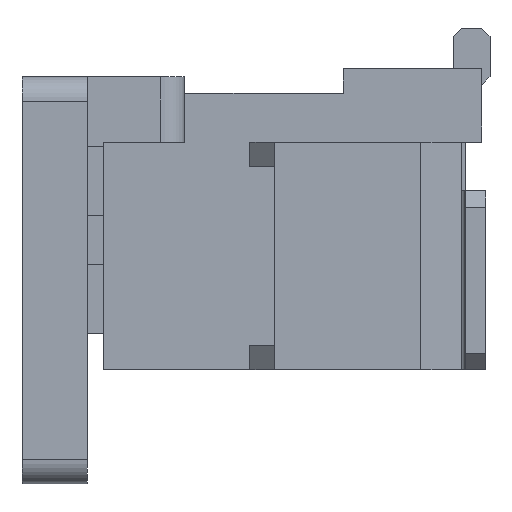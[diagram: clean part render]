
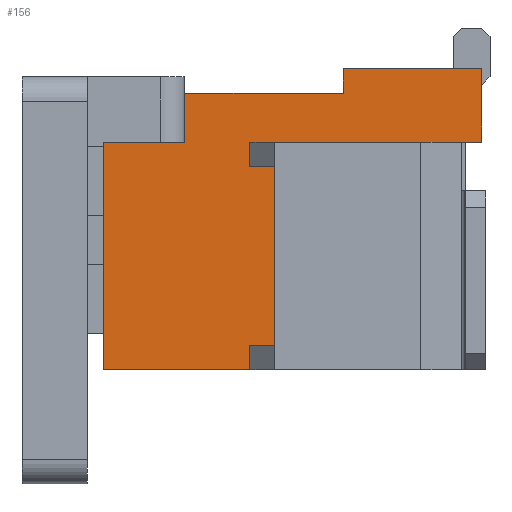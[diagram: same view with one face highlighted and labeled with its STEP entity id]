
A CAD part, left-side view. The second image highlights one B-rep face of the part: STEP entity #156.
In plain terms, the highlighted planar face has unit normal (-1, 0, 0).
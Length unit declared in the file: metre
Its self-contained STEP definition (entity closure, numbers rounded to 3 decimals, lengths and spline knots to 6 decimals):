
#156 = ADVANCED_FACE( '', ( #574 ), #575, .T. );
#574 = FACE_OUTER_BOUND( '', #1220, .T. );
#575 = PLANE( '', #1221 );
#1220 = EDGE_LOOP( '', ( #2564, #2565, #2566, #2567, #2568, #2569, #2570, #2571, #2572, #2573, #2574, #2575, #2576, #2577, #2578 ) );
#1221 = AXIS2_PLACEMENT_3D( '', #2579, #2580, #2581 );
#2564 = ORIENTED_EDGE( '', *, *, #4882, .F. );
#2565 = ORIENTED_EDGE( '', *, *, #4883, .F. );
#2566 = ORIENTED_EDGE( '', *, *, #4884, .T. );
#2567 = ORIENTED_EDGE( '', *, *, #4885, .T. );
#2568 = ORIENTED_EDGE( '', *, *, #4886, .F. );
#2569 = ORIENTED_EDGE( '', *, *, #4721, .F. );
#2570 = ORIENTED_EDGE( '', *, *, #4887, .T. );
#2571 = ORIENTED_EDGE( '', *, *, #4888, .T. );
#2572 = ORIENTED_EDGE( '', *, *, #4467, .F. );
#2573 = ORIENTED_EDGE( '', *, *, #4889, .T. );
#2574 = ORIENTED_EDGE( '', *, *, #4890, .T. );
#2575 = ORIENTED_EDGE( '', *, *, #4891, .T. );
#2576 = ORIENTED_EDGE( '', *, *, #4892, .F. );
#2577 = ORIENTED_EDGE( '', *, *, #4893, .F. );
#2578 = ORIENTED_EDGE( '', *, *, #4894, .F. );
#2579 = CARTESIAN_POINT( '', ( -0.003375, -0.003675, -0.0016 ) );
#2580 = DIRECTION( '', ( -1., 0., 0. ) );
#2581 = DIRECTION( '', ( 0., 0., 1. ) );
#4467 = EDGE_CURVE( '', #5583, #5584, #5585, .T. );
#4721 = EDGE_CURVE( '', #6055, #6057, #6058, .T. );
#4882 = EDGE_CURVE( '', #6342, #6343, #6344, .T. );
#4883 = EDGE_CURVE( '', #6345, #6342, #6346, .T. );
#4884 = EDGE_CURVE( '', #6345, #6347, #6348, .T. );
#4885 = EDGE_CURVE( '', #6347, #6349, #6350, .T. );
#4886 = EDGE_CURVE( '', #6057, #6349, #6351, .T. );
#4887 = EDGE_CURVE( '', #6055, #6352, #6353, .T. );
#4888 = EDGE_CURVE( '', #6352, #5584, #6354, .T. );
#4889 = EDGE_CURVE( '', #5583, #6355, #6356, .T. );
#4890 = EDGE_CURVE( '', #6355, #6357, #6358, .T. );
#4891 = EDGE_CURVE( '', #6357, #6359, #6360, .T. );
#4892 = EDGE_CURVE( '', #6361, #6359, #6362, .T. );
#4893 = EDGE_CURVE( '', #6363, #6361, #6364, .T. );
#4894 = EDGE_CURVE( '', #6343, #6363, #6365, .T. );
#5583 = VERTEX_POINT( '', #7160 );
#5584 = VERTEX_POINT( '', #7161 );
#5585 = LINE( '', #7162, #7163 );
#6055 = VERTEX_POINT( '', #7894 );
#6057 = VERTEX_POINT( '', #7897 );
#6058 = LINE( '', #7898, #7899 );
#6342 = VERTEX_POINT( '', #8341 );
#6343 = VERTEX_POINT( '', #8342 );
#6344 = LINE( '', #8343, #8344 );
#6345 = VERTEX_POINT( '', #8345 );
#6346 = LINE( '', #8346, #8347 );
#6347 = VERTEX_POINT( '', #8348 );
#6348 = LINE( '', #8349, #8350 );
#6349 = VERTEX_POINT( '', #8351 );
#6350 = LINE( '', #8352, #8353 );
#6351 = LINE( '', #8354, #8355 );
#6352 = VERTEX_POINT( '', #8356 );
#6353 = LINE( '', #8357, #8358 );
#6354 = LINE( '', #8359, #8360 );
#6355 = VERTEX_POINT( '', #8361 );
#6356 = LINE( '', #8362, #8363 );
#6357 = VERTEX_POINT( '', #8364 );
#6358 = LINE( '', #8365, #8366 );
#6359 = VERTEX_POINT( '', #8367 );
#6360 = LINE( '', #8368, #8369 );
#6361 = VERTEX_POINT( '', #8370 );
#6362 = LINE( '', #8371, #8372 );
#6363 = VERTEX_POINT( '', #8373 );
#6364 = LINE( '', #8374, #8375 );
#6365 = LINE( '', #8376, #8377 );
#7160 = CARTESIAN_POINT( '', ( -0.003375, -0.003675, 0.0012 ) );
#7161 = CARTESIAN_POINT( '', ( -0.003375, -0.003425, 0.0012 ) );
#7162 = CARTESIAN_POINT( '', ( -0.003375, -0.003675, 0.0012 ) );
#7163 = VECTOR( '', #9488, 1. );
#7894 = CARTESIAN_POINT( '', ( -0.003375, -0.000825, 0.0009 ) );
#7897 = CARTESIAN_POINT( '', ( -0.003375, -0.001575, 0.0009 ) );
#7898 = CARTESIAN_POINT( '', ( -0.003375, -0.000825, 0.0009 ) );
#7899 = VECTOR( '', #9741, 1. );
#8341 = CARTESIAN_POINT( '', ( -0.003375, 0.000975, -0.0016 ) );
#8342 = CARTESIAN_POINT( '', ( -0.003375, 0.000975, 0.0012 ) );
#8343 = CARTESIAN_POINT( '', ( -0.003375, 0.000975, -0.0016 ) );
#8344 = VECTOR( '', #9920, 1. );
#8345 = CARTESIAN_POINT( '', ( -0.003375, -0.000825, -0.0016 ) );
#8346 = CARTESIAN_POINT( '', ( -0.003375, -0.000825, -0.0016 ) );
#8347 = VECTOR( '', #9921, 1. );
#8348 = CARTESIAN_POINT( '', ( -0.003375, -0.000825, -0.0013 ) );
#8349 = CARTESIAN_POINT( '', ( -0.003375, -0.000825, -0.0016 ) );
#8350 = VECTOR( '', #9922, 1. );
#8351 = CARTESIAN_POINT( '', ( -0.003375, -0.001575, -0.0013 ) );
#8352 = CARTESIAN_POINT( '', ( -0.003375, -0.000825, -0.0013 ) );
#8353 = VECTOR( '', #9923, 1. );
#8354 = CARTESIAN_POINT( '', ( -0.003375, -0.001575, 0.0009 ) );
#8355 = VECTOR( '', #9924, 1. );
#8356 = CARTESIAN_POINT( '', ( -0.003375, -0.000825, 0.0012 ) );
#8357 = CARTESIAN_POINT( '', ( -0.003375, -0.000825, 0.0009 ) );
#8358 = VECTOR( '', #9925, 1. );
#8359 = CARTESIAN_POINT( '', ( -0.003375, -0.000825, 0.0012 ) );
#8360 = VECTOR( '', #9926, 1. );
#8361 = CARTESIAN_POINT( '', ( -0.003375, -0.003675, 0.0021 ) );
#8362 = CARTESIAN_POINT( '', ( -0.003375, -0.003675, 0.0012 ) );
#8363 = VECTOR( '', #9927, 1. );
#8364 = CARTESIAN_POINT( '', ( -0.003375, -0.001975, 0.0021 ) );
#8365 = CARTESIAN_POINT( '', ( -0.003375, -0.003675, 0.0021 ) );
#8366 = VECTOR( '', #9928, 1. );
#8367 = CARTESIAN_POINT( '', ( -0.003375, -0.001975, 0.0018 ) );
#8368 = CARTESIAN_POINT( '', ( -0.003375, -0.001975, 0.0021 ) );
#8369 = VECTOR( '', #9929, 1. );
#8370 = CARTESIAN_POINT( '', ( -0.003375, -0.000025, 0.0018 ) );
#8371 = CARTESIAN_POINT( '', ( -0.003375, -0.000025, 0.0018 ) );
#8372 = VECTOR( '', #9930, 1. );
#8373 = CARTESIAN_POINT( '', ( -0.003375, -0.000025, 0.0012 ) );
#8374 = CARTESIAN_POINT( '', ( -0.003375, -0.000025, 0.0012 ) );
#8375 = VECTOR( '', #9931, 1. );
#8376 = CARTESIAN_POINT( '', ( -0.003375, 0.000975, 0.0012 ) );
#8377 = VECTOR( '', #9932, 1. );
#9488 = DIRECTION( '', ( 0., 1., 0. ) );
#9741 = DIRECTION( '', ( 0., -1., 0. ) );
#9920 = DIRECTION( '', ( 0., 0., 1. ) );
#9921 = DIRECTION( '', ( 0., 1., 0. ) );
#9922 = DIRECTION( '', ( 0., 0., 1. ) );
#9923 = DIRECTION( '', ( 0., -1., 0. ) );
#9924 = DIRECTION( '', ( 0., 0., -1. ) );
#9925 = DIRECTION( '', ( 0., 0., 1. ) );
#9926 = DIRECTION( '', ( 0., -1., 0. ) );
#9927 = DIRECTION( '', ( 0., 0., 1. ) );
#9928 = DIRECTION( '', ( 0., 1., 0. ) );
#9929 = DIRECTION( '', ( 0., 0., -1. ) );
#9930 = DIRECTION( '', ( 0., -1., 0. ) );
#9931 = DIRECTION( '', ( 0., 0., 1. ) );
#9932 = DIRECTION( '', ( 0., -1., 0. ) );
